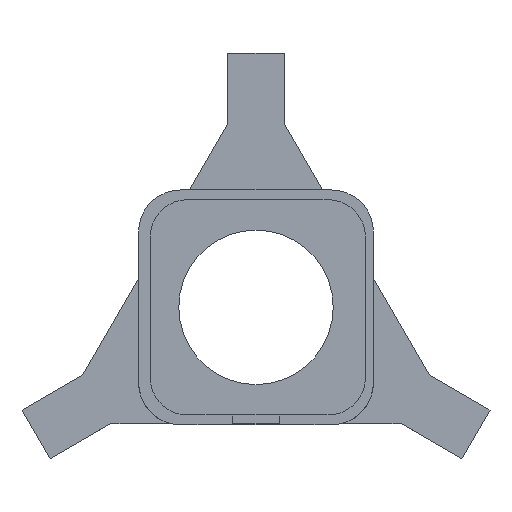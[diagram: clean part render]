
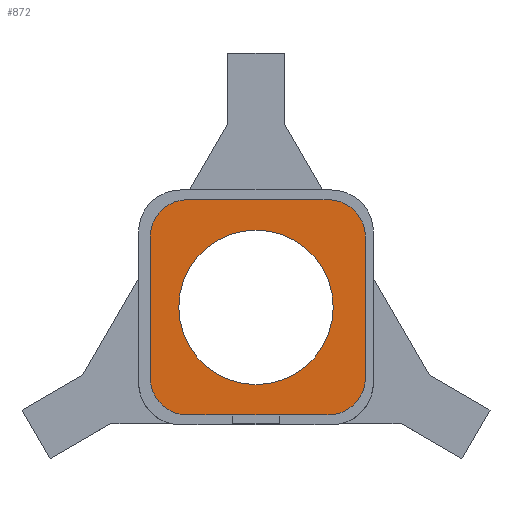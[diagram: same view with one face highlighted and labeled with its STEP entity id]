
A CAD part, front view. The second image highlights one B-rep face of the part: STEP entity #872.
In plain terms, the highlighted planar face has unit normal (0, -1, 0).
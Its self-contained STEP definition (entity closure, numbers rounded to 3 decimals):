
#9=CARTESIAN_POINT('',(0.,0.,0.));
#10=DIRECTION('',(0.,-1.,0.));
#11=DIRECTION('',(1.,0.,0.));
#12=AXIS2_PLACEMENT_3D('',#9,#10,#11);
#14=CARTESIAN_POINT('',(0.,0.,0.));
#15=DIRECTION('',(0.,-1.,0.));
#16=DIRECTION('',(-1.,0.,0.));
#17=AXIS2_PLACEMENT_3D('',#14,#15,#16);
#19=DIRECTION('',(1.,0.,0.));
#20=VECTOR('',#19,30.002);
#21=CARTESIAN_POINT('',(-14.614,0.,23.));
#22=LINE('',#21,#20);
#23=DIRECTION('',(0.,0.,-1.));
#24=VECTOR('',#23,30.);
#25=CARTESIAN_POINT('',(23.386,0.,15.));
#26=LINE('',#25,#24);
#27=CARTESIAN_POINT('',(15.386,0.,-15.));
#28=DIRECTION('',(0.,-1.,0.));
#29=DIRECTION('',(0.,0.,-1.));
#30=AXIS2_PLACEMENT_3D('',#27,#28,#29);
#32=DIRECTION('',(-1.,0.,0.));
#33=VECTOR('',#32,10.386);
#34=CARTESIAN_POINT('',(15.386,0.,-23.));
#35=LINE('',#34,#33);
#36=DIRECTION('',(-1.,0.,0.));
#37=VECTOR('',#36,10.);
#38=CARTESIAN_POINT('',(5.,0.,-23.));
#39=LINE('',#38,#37);
#40=DIRECTION('',(-1.,0.,0.));
#41=VECTOR('',#40,9.614);
#42=CARTESIAN_POINT('',(-5.,0.,-23.));
#43=LINE('',#42,#41);
#44=CARTESIAN_POINT('',(-14.614,0.,-15.));
#45=DIRECTION('',(0.,-1.,0.));
#46=DIRECTION('',(-1.,0.,0.));
#47=AXIS2_PLACEMENT_3D('',#44,#45,#46);
#49=DIRECTION('',(0.,0.,1.));
#50=VECTOR('',#49,30.);
#51=CARTESIAN_POINT('',(-22.614,0.,-15.));
#52=LINE('',#51,#50);
#53=CARTESIAN_POINT('',(-14.614,0.,15.));
#54=DIRECTION('',(0.,1.,0.));
#55=DIRECTION('',(-1.,0.,0.));
#56=AXIS2_PLACEMENT_3D('',#53,#54,#55);
#602=CARTESIAN_POINT('',(15.386,0.,15.));
#603=DIRECTION('',(0.,-1.,0.));
#604=DIRECTION('',(1.,0.,0.));
#605=AXIS2_PLACEMENT_3D('',#602,#603,#604);
#627=CARTESIAN_POINT('',(16.5,0.,0.));
#628=CARTESIAN_POINT('',(-16.5,0.,0.));
#629=VERTEX_POINT('',#627);
#630=VERTEX_POINT('',#628);
#751=CARTESIAN_POINT('',(-5.,0.,-23.));
#752=VERTEX_POINT('',#751);
#753=CARTESIAN_POINT('',(5.,0.,-23.));
#754=VERTEX_POINT('',#753);
#755=CARTESIAN_POINT('',(15.386,0.,-23.));
#756=CARTESIAN_POINT('',(23.386,0.,-15.));
#757=VERTEX_POINT('',#755);
#758=VERTEX_POINT('',#756);
#759=CARTESIAN_POINT('',(-22.614,0.,-15.));
#760=CARTESIAN_POINT('',(-14.614,0.,-23.));
#761=VERTEX_POINT('',#759);
#762=VERTEX_POINT('',#760);
#799=CARTESIAN_POINT('',(23.386,0.,15.));
#800=CARTESIAN_POINT('',(15.391,0.,23.));
#801=VERTEX_POINT('',#799);
#802=VERTEX_POINT('',#800);
#805=CARTESIAN_POINT('',(-22.614,0.,15.));
#806=VERTEX_POINT('',#805);
#807=CARTESIAN_POINT('',(-14.614,0.,23.));
#808=VERTEX_POINT('',#807);
#839=CARTESIAN_POINT('',(0.,0.,0.));
#840=DIRECTION('',(0.,1.,0.));
#841=DIRECTION('',(1.,0.,0.));
#842=AXIS2_PLACEMENT_3D('',#839,#840,#841);
#843=PLANE('',#842);
#845=ORIENTED_EDGE('',*,*,#844,.T.);
#847=ORIENTED_EDGE('',*,*,#846,.F.);
#849=ORIENTED_EDGE('',*,*,#848,.T.);
#851=ORIENTED_EDGE('',*,*,#850,.F.);
#853=ORIENTED_EDGE('',*,*,#852,.T.);
#855=ORIENTED_EDGE('',*,*,#854,.T.);
#857=ORIENTED_EDGE('',*,*,#856,.T.);
#859=ORIENTED_EDGE('',*,*,#858,.F.);
#861=ORIENTED_EDGE('',*,*,#860,.T.);
#863=ORIENTED_EDGE('',*,*,#862,.T.);
#864=EDGE_LOOP('',(#845,#847,#849,#851,#853,#855,#857,#859,#861,#863));
#865=FACE_OUTER_BOUND('',#864,.F.);
#867=ORIENTED_EDGE('',*,*,#866,.T.);
#869=ORIENTED_EDGE('',*,*,#868,.T.);
#870=EDGE_LOOP('',(#867,#869));
#871=FACE_BOUND('',#870,.F.);
#872=ADVANCED_FACE('',(#865,#871),#843,.F.);
#13=CIRCLE('',#12,16.5);
#18=CIRCLE('',#17,16.5);
#31=CIRCLE('',#30,8.);
#48=CIRCLE('',#47,8.);
#57=CIRCLE('',#56,8.);
#606=CIRCLE('',#605,8.);
#844=EDGE_CURVE('',#808,#802,#22,.T.);
#846=EDGE_CURVE('',#801,#802,#606,.T.);
#848=EDGE_CURVE('',#801,#758,#26,.T.);
#850=EDGE_CURVE('',#757,#758,#31,.T.);
#852=EDGE_CURVE('',#757,#754,#35,.T.);
#854=EDGE_CURVE('',#754,#752,#39,.T.);
#856=EDGE_CURVE('',#752,#762,#43,.T.);
#858=EDGE_CURVE('',#761,#762,#48,.T.);
#860=EDGE_CURVE('',#761,#806,#52,.T.);
#862=EDGE_CURVE('',#806,#808,#57,.T.);
#866=EDGE_CURVE('',#629,#630,#13,.T.);
#868=EDGE_CURVE('',#630,#629,#18,.T.);
